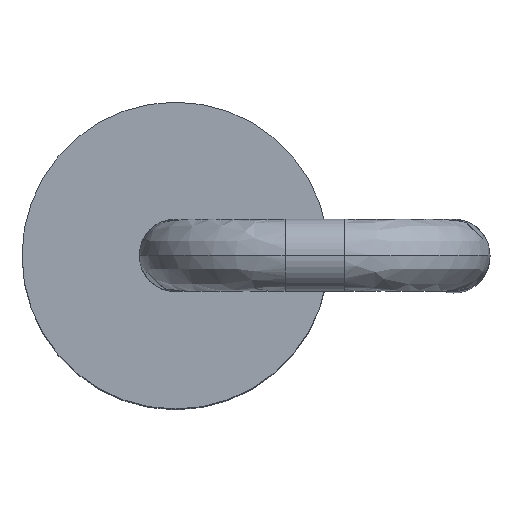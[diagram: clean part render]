
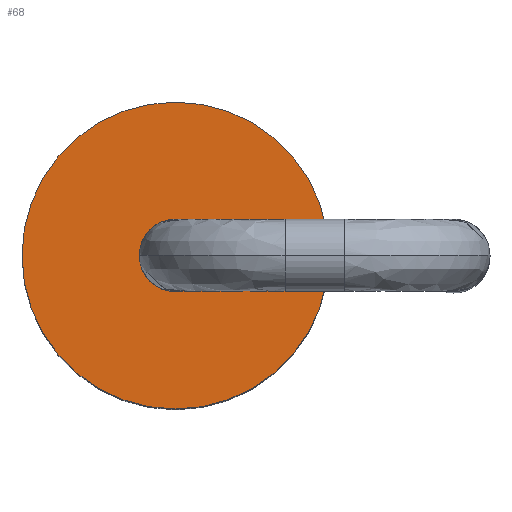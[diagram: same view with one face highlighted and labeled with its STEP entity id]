
A CAD part, top view. The second image highlights one B-rep face of the part: STEP entity #68.
In plain terms, the highlighted planar face has unit normal (0, 0, 1).
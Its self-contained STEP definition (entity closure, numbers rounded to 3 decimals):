
#68 = ADVANCED_FACE ( 'NONE', ( #1227 ), #902, .T. ) ;
#79 = EDGE_CURVE ( 'NONE', #1460, #1433, #92, .T. ) ;
#92 = CIRCLE ( 'NONE', #1242, 2.8 ) ;
#96 = CIRCLE ( 'NONE', #459, 2.8 ) ;
#180 = EDGE_CURVE ( 'NONE', #1433, #1460, #96, .T. ) ;
#459 = AXIS2_PLACEMENT_3D ( 'NONE', #974, #973, #972 ) ;
#627 = CARTESIAN_POINT ( 'NONE',  ( -2.8, 0., 11.03 ) ) ;
#633 = CARTESIAN_POINT ( 'NONE',  ( 2.8, 0., 11.03 ) ) ;
#890 = CARTESIAN_POINT ( 'NONE',  ( 0., 0., 11.03 ) ) ;
#900 = DIRECTION ( 'NONE',  ( 0., 0., 1. ) ) ;
#902 = PLANE ( 'NONE',  #1907 ) ;
#920 = DIRECTION ( 'NONE',  ( 1., 0., 0. ) ) ;
#972 = DIRECTION ( 'NONE',  ( 1., 0., 0. ) ) ;
#973 = DIRECTION ( 'NONE',  ( 0., 0., -1. ) ) ;
#974 = CARTESIAN_POINT ( 'NONE',  ( 0., 0., 11.03 ) ) ;
#1227 = FACE_OUTER_BOUND ( 'NONE', #1436, .T. ) ;
#1242 = AXIS2_PLACEMENT_3D ( 'NONE', #1535, #1534, #1554 ) ;
#1433 = VERTEX_POINT ( 'NONE', #627 ) ;
#1436 = EDGE_LOOP ( 'NONE', ( #1505, #1485 ) ) ;
#1460 = VERTEX_POINT ( 'NONE', #633 ) ;
#1485 = ORIENTED_EDGE ( 'NONE', *, *, #180, .F. ) ;
#1505 = ORIENTED_EDGE ( 'NONE', *, *, #79, .F. ) ;
#1534 = DIRECTION ( 'NONE',  ( 0., 0., -1. ) ) ;
#1535 = CARTESIAN_POINT ( 'NONE',  ( 0., 0., 11.03 ) ) ;
#1554 = DIRECTION ( 'NONE',  ( 1., 0., 0. ) ) ;
#1907 = AXIS2_PLACEMENT_3D ( 'NONE', #890, #900, #920 ) ;
